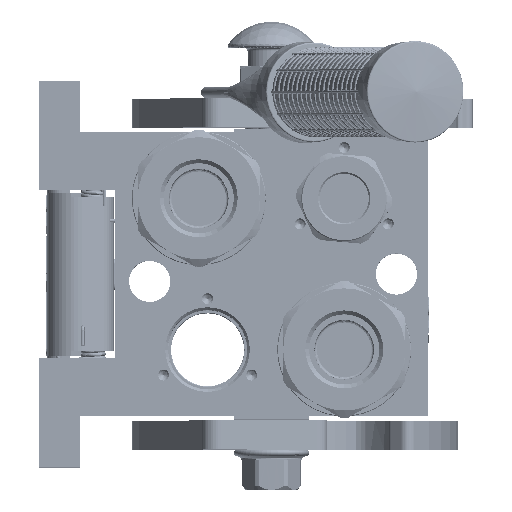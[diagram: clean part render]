
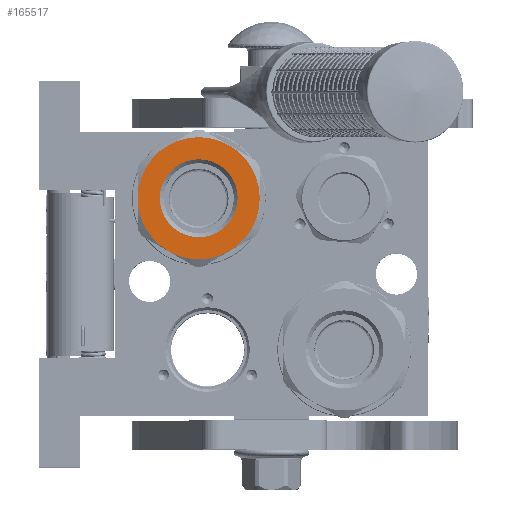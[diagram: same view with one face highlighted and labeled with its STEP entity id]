
A CAD part, top view. The second image highlights one B-rep face of the part: STEP entity #165517.
In plain terms, the highlighted face is planar.
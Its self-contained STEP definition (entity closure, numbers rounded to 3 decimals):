
#1481 = VERTEX_POINT ( 'NONE', #185350 ) ;
#2948 = CARTESIAN_POINT ( 'NONE',  ( 100.6, -10.5, -18.187 ) ) ;
#4718 = VERTEX_POINT ( 'NONE', #5921 ) ;
#5921 = CARTESIAN_POINT ( 'NONE',  ( 100.6, -10.5, 18.187 ) ) ;
#7307 = EDGE_CURVE ( 'NONE', #71870, #196542, #197672, .T. ) ;
#10707 = VERTEX_POINT ( 'NONE', #44258 ) ;
#15375 = AXIS2_PLACEMENT_3D ( 'NONE', #152247, #119671, #37123 ) ;
#16410 = CARTESIAN_POINT ( 'NONE',  ( 100.6, 0., 0. ) ) ;
#16463 = EDGE_CURVE ( 'NONE', #125201, #10707, #94677, .T. ) ;
#17423 = DIRECTION ( 'NONE',  ( -1., 0., 0. ) ) ;
#18185 = FACE_OUTER_BOUND ( 'NONE', #157889, .T. ) ;
#21248 = EDGE_CURVE ( 'NONE', #50417, #1481, #192019, .T. ) ;
#22778 = CARTESIAN_POINT ( 'NONE',  ( 100.6, -13.4, 0. ) ) ;
#24052 = CARTESIAN_POINT ( 'NONE',  ( 100.6, 0., 0. ) ) ;
#25758 = EDGE_CURVE ( 'NONE', #196542, #71870, #151299, .T. ) ;
#28843 = DIRECTION ( 'NONE',  ( 0., 0.5, 0.866 ) ) ;
#33803 = CARTESIAN_POINT ( 'NONE',  ( 100.6, 0., 0. ) ) ;
#37123 = DIRECTION ( 'NONE',  ( 0., 0.5, 0.866 ) ) ;
#39312 = EDGE_CURVE ( 'NONE', #68889, #68078, #97297, .T. ) ;
#44258 = CARTESIAN_POINT ( 'NONE',  ( 100.6, 0., 21. ) ) ;
#49686 = DIRECTION ( 'NONE',  ( 0., -0.5, 0.866 ) ) ;
#50417 = VERTEX_POINT ( 'NONE', #175419 ) ;
#50459 = ORIENTED_EDGE ( 'NONE', *, *, #60493, .T. ) ;
#51275 = AXIS2_PLACEMENT_3D ( 'NONE', #184167, #17423, #117317 ) ;
#53286 = DIRECTION ( 'NONE',  ( 0., 1., 0. ) ) ;
#55636 = CARTESIAN_POINT ( 'NONE',  ( 100.6, -21., 0. ) ) ;
#56636 = CIRCLE ( 'NONE', #152800, 21. ) ;
#60253 = CIRCLE ( 'NONE', #15375, 21. ) ;
#60493 = EDGE_CURVE ( 'NONE', #10707, #4718, #139659, .T. ) ;
#61551 = DIRECTION ( 'NONE',  ( 0., -1., 0. ) ) ;
#62259 = CARTESIAN_POINT ( 'NONE',  ( 100.6, 0., 0. ) ) ;
#67298 = AXIS2_PLACEMENT_3D ( 'NONE', #62259, #145545, #61551 ) ;
#68078 = VERTEX_POINT ( 'NONE', #2948 ) ;
#68165 = CARTESIAN_POINT ( 'NONE',  ( 100.6, 0., 0. ) ) ;
#68889 = VERTEX_POINT ( 'NONE', #55636 ) ;
#71870 = VERTEX_POINT ( 'NONE', #151534 ) ;
#71961 = EDGE_CURVE ( 'NONE', #125201, #50417, #60253, .T. ) ;
#72967 = AXIS2_PLACEMENT_3D ( 'NONE', #164372, #177546, #194287 ) ;
#73848 = ORIENTED_EDGE ( 'NONE', *, *, #7307, .T. ) ;
#73986 = DIRECTION ( 'NONE',  ( 0., 0.5, 0.866 ) ) ;
#83012 = FACE_BOUND ( 'NONE', #97711, .T. ) ;
#94677 = CIRCLE ( 'NONE', #169741, 21. ) ;
#97297 = CIRCLE ( 'NONE', #67298, 21. ) ;
#97711 = EDGE_LOOP ( 'NONE', ( #167379, #73848 ) ) ;
#106678 = CARTESIAN_POINT ( 'NONE',  ( 100.6, 0., 0. ) ) ;
#109638 = ORIENTED_EDGE ( 'NONE', *, *, #16463, .T. ) ;
#115783 = PLANE ( 'NONE',  #72967 ) ;
#116698 = ORIENTED_EDGE ( 'NONE', *, *, #71961, .F. ) ;
#117317 = DIRECTION ( 'NONE',  ( 0., -1., 0. ) ) ;
#119671 = DIRECTION ( 'NONE',  ( -1., 0., 0. ) ) ;
#121507 = ORIENTED_EDGE ( 'NONE', *, *, #139011, .T. ) ;
#125201 = VERTEX_POINT ( 'NONE', #162879 ) ;
#127974 = DIRECTION ( 'NONE',  ( 1., 0., 0. ) ) ;
#128243 = ORIENTED_EDGE ( 'NONE', *, *, #186105, .T. ) ;
#134077 = DIRECTION ( 'NONE',  ( 0., -0.5, -0.866 ) ) ;
#136219 = DIRECTION ( 'NONE',  ( 1., 0., 0. ) ) ;
#139011 = EDGE_CURVE ( 'NONE', #4718, #68889, #56636, .T. ) ;
#139659 = CIRCLE ( 'NONE', #151657, 21. ) ;
#139879 = DIRECTION ( 'NONE',  ( 1., 0., 0. ) ) ;
#139956 = DIRECTION ( 'NONE',  ( 0., 1., 0. ) ) ;
#144874 = AXIS2_PLACEMENT_3D ( 'NONE', #33803, #149629, #53286 ) ;
#145545 = DIRECTION ( 'NONE',  ( 1., 0., 0. ) ) ;
#148882 = DIRECTION ( 'NONE',  ( 1., 0., 0. ) ) ;
#149629 = DIRECTION ( 'NONE',  ( -1., 0., 0. ) ) ;
#150490 = AXIS2_PLACEMENT_3D ( 'NONE', #68165, #136219, #134077 ) ;
#151299 = CIRCLE ( 'NONE', #51275, 13.4 ) ;
#151534 = CARTESIAN_POINT ( 'NONE',  ( 100.6, 13.4, 0. ) ) ;
#151657 = AXIS2_PLACEMENT_3D ( 'NONE', #24052, #139879, #73986 ) ;
#152247 = CARTESIAN_POINT ( 'NONE',  ( 100.6, 0., 0. ) ) ;
#152800 = AXIS2_PLACEMENT_3D ( 'NONE', #16410, #148882, #49686 ) ;
#157889 = EDGE_LOOP ( 'NONE', ( #121507, #193002, #128243, #200314, #116698, #109638, #50459 ) ) ;
#159518 = CIRCLE ( 'NONE', #150490, 21. ) ;
#162879 = CARTESIAN_POINT ( 'NONE',  ( 100.6, 10.5, 18.187 ) ) ;
#164372 = CARTESIAN_POINT ( 'NONE',  ( 100.6, 0., 0. ) ) ;
#165517 = ADVANCED_FACE ( 'NONE', ( #18185, #83012 ), #115783, .F. ) ;
#167379 = ORIENTED_EDGE ( 'NONE', *, *, #25758, .T. ) ;
#169741 = AXIS2_PLACEMENT_3D ( 'NONE', #175235, #127974, #28843 ) ;
#175235 = CARTESIAN_POINT ( 'NONE',  ( 100.6, 0., 0. ) ) ;
#175419 = CARTESIAN_POINT ( 'NONE',  ( 100.6, 21., 0. ) ) ;
#177546 = DIRECTION ( 'NONE',  ( -1., 0., 0. ) ) ;
#184167 = CARTESIAN_POINT ( 'NONE',  ( 100.6, 0., 0. ) ) ;
#185350 = CARTESIAN_POINT ( 'NONE',  ( 100.6, 10.5, -18.187 ) ) ;
#186105 = EDGE_CURVE ( 'NONE', #68078, #1481, #159518, .T. ) ;
#192019 = CIRCLE ( 'NONE', #212112, 21. ) ;
#193002 = ORIENTED_EDGE ( 'NONE', *, *, #39312, .T. ) ;
#194287 = DIRECTION ( 'NONE',  ( 0., 0., 1. ) ) ;
#196542 = VERTEX_POINT ( 'NONE', #22778 ) ;
#197672 = CIRCLE ( 'NONE', #144874, 13.4 ) ;
#200314 = ORIENTED_EDGE ( 'NONE', *, *, #21248, .F. ) ;
#206874 = DIRECTION ( 'NONE',  ( -1., 0., 0. ) ) ;
#212112 = AXIS2_PLACEMENT_3D ( 'NONE', #106678, #206874, #139956 ) ;
